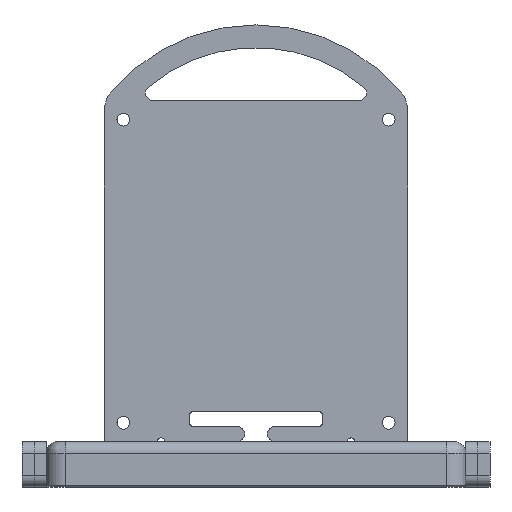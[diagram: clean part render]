
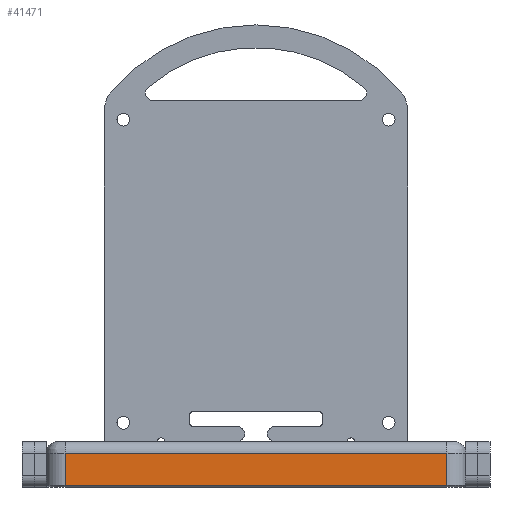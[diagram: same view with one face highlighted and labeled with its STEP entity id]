
A CAD part, left-side view. The second image highlights one B-rep face of the part: STEP entity #41471.
In plain terms, the highlighted planar face has unit normal (-1, 0, 0).
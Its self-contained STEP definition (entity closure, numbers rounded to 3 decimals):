
#2531=PLANE('',#44864);
#4251=FACE_OUTER_BOUND('',#7141,.T.);
#7141=EDGE_LOOP('',(#36059,#36060,#36061,#36062));
#11190=LINE('',#66025,#15308);
#11197=LINE('',#66064,#15315);
#11198=LINE('',#66066,#15316);
#11199=LINE('',#66067,#15317);
#15308=VECTOR('',#54268,10.);
#15315=VECTOR('',#54285,10.);
#15316=VECTOR('',#54286,10.);
#15317=VECTOR('',#54287,10.);
#20592=VERTEX_POINT('',#66017);
#20594=VERTEX_POINT('',#66023);
#20601=VERTEX_POINT('',#66063);
#20602=VERTEX_POINT('',#66065);
#25876=EDGE_CURVE('',#20594,#20592,#11190,.T.);
#25887=EDGE_CURVE('',#20601,#20594,#11197,.T.);
#25888=EDGE_CURVE('',#20602,#20601,#11198,.T.);
#25889=EDGE_CURVE('',#20592,#20602,#11199,.T.);
#36059=ORIENTED_EDGE('',*,*,#25876,.F.);
#36060=ORIENTED_EDGE('',*,*,#25887,.F.);
#36061=ORIENTED_EDGE('',*,*,#25888,.F.);
#36062=ORIENTED_EDGE('',*,*,#25889,.F.);
#41471=ADVANCED_FACE('',(#4251),#2531,.T.);
#44864=AXIS2_PLACEMENT_3D('',#66062,#54283,#54284);
#54268=DIRECTION('',(0.,-1.,0.));
#54283=DIRECTION('center_axis',(-1.,0.,0.));
#54284=DIRECTION('ref_axis',(0.,1.,0.));
#54285=DIRECTION('',(0.,0.,1.));
#54286=DIRECTION('',(0.,1.,0.));
#54287=DIRECTION('',(0.,0.,-1.));
#66017=CARTESIAN_POINT('',(-16.17,7.766,24.216));
#66023=CARTESIAN_POINT('',(-16.17,108.566,24.216));
#66025=CARTESIAN_POINT('',(-16.17,30.466,24.216));
#66062=CARTESIAN_POINT('Origin',(-16.17,2.766,17.216));
#66063=CARTESIAN_POINT('',(-16.17,108.566,15.716));
#66064=CARTESIAN_POINT('',(-16.17,108.566,17.216));
#66065=CARTESIAN_POINT('',(-16.17,7.766,15.716));
#66066=CARTESIAN_POINT('',(-16.17,30.466,15.716));
#66067=CARTESIAN_POINT('',(-16.17,7.766,17.216));
